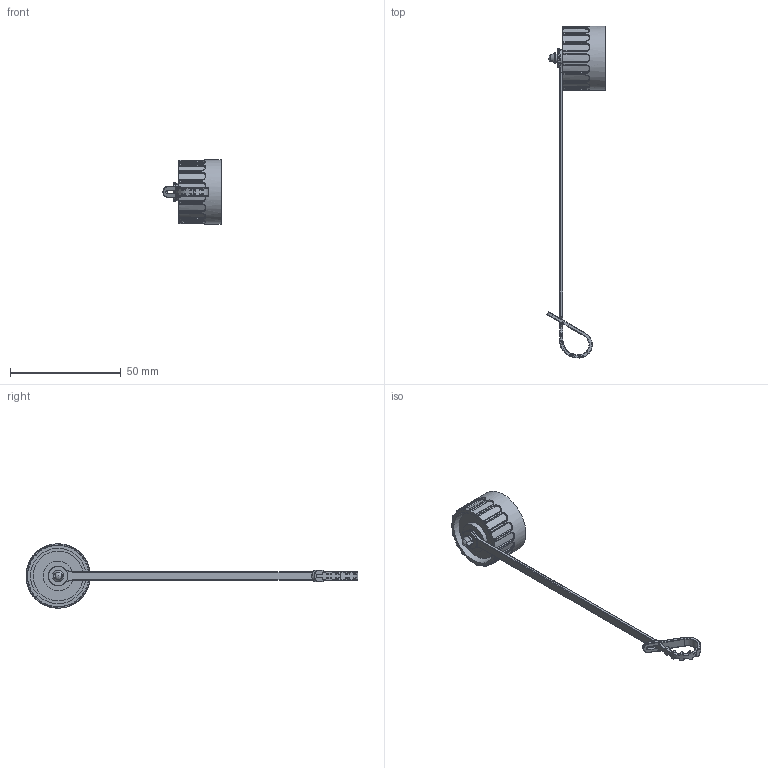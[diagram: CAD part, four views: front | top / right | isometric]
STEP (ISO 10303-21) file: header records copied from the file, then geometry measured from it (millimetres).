
FILE_DESCRIPTION((''),'2;1');
FILE_NAME('C016_00U000_010_12.stp', '2011-02-10T11:41:15',('User'),('SDRC'),'I-DEAS Master Series 9','UNIX', 'Yes');
FILE_SCHEMA(('CONFIG_CONTROL_DESIGN', 'GEOMETRIC_VALIDATION_PROPERTIES_MIM','SHAPE_APPEARANCE_LAYER_MIM'));
Length unit declared in the file: millimetre
Assembly tree (4 placements, depth 0):
Bounding box: 26.17 x 149.71 x 29 mm (x, y, z)
Volume: 8224.6 mm3; surface area: 8305.4 mm2
Topology: 4 solids, 4 shells, 719 faces, 1781 edges, 1072 vertices
Faces by surface type: bspline 719
Entity records: 28073 total; most frequent: CARTESIAN_POINT 17167, ORIENTED_EDGE 3560, EDGE_CURVE 1780, VERTEX_POINT 1072, B_SPLINE_CURVE_WITH_KNOTS 1068, EDGE_LOOP 736, FACE_OUTER_BOUND 719, ADVANCED_FACE 719
